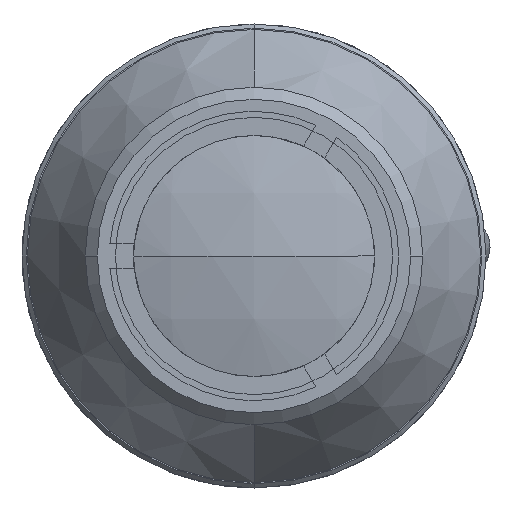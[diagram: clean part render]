
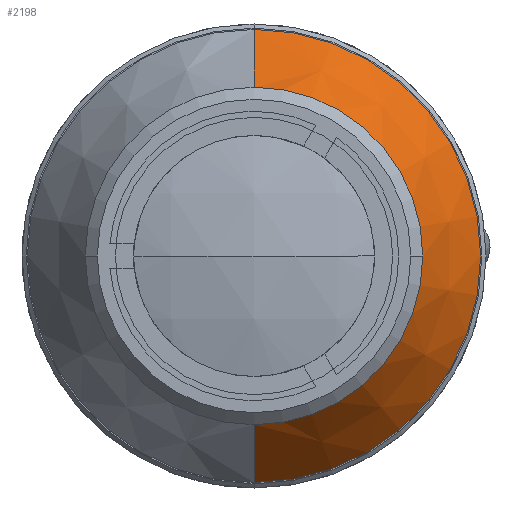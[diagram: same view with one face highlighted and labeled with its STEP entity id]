
A CAD part, left-side view. The second image highlights one B-rep face of the part: STEP entity #2198.
In plain terms, the highlighted conical face has half-angle 30 degrees and reference radius 14 mm.
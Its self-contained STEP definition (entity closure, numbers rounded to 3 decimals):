
#38 = VERTEX_POINT ( 'NONE', #4859 ) ;
#315 = LINE ( 'NONE', #9598, #6030 ) ;
#355 = AXIS2_PLACEMENT_3D ( 'NONE', #9272, #4842, #9310 ) ;
#553 = AXIS2_PLACEMENT_3D ( 'NONE', #7042, #2573, #7786 ) ;
#677 = EDGE_CURVE ( 'NONE', #2972, #1878, #9530, .T. ) ;
#1213 = CARTESIAN_POINT ( 'NONE',  ( 23.14, 0., 18.8 ) ) ;
#1233 = CARTESIAN_POINT ( 'NONE',  ( 14.826, 0., 14. ) ) ;
#1878 = VERTEX_POINT ( 'NONE', #6320 ) ;
#2099 = ORIENTED_EDGE ( 'NONE', *, *, #3846, .T. ) ;
#2148 = AXIS2_PLACEMENT_3D ( 'NONE', #3415, #8616, #4179 ) ;
#2198 = ADVANCED_FACE ( 'NONE', ( #4625 ), #9388, .T. ) ;
#2568 = LINE ( 'NONE', #5982, #6304 ) ;
#2573 = DIRECTION ( 'NONE',  ( 1., 0., 0. ) ) ;
#2972 = VERTEX_POINT ( 'NONE', #1233 ) ;
#3070 = ORIENTED_EDGE ( 'NONE', *, *, #6268, .F. ) ;
#3156 = EDGE_LOOP ( 'NONE', ( #3070, #9537, #2099, #9143 ) ) ;
#3415 = CARTESIAN_POINT ( 'NONE',  ( 23.14, 0., 0. ) ) ;
#3846 = EDGE_CURVE ( 'NONE', #1878, #38, #2568, .T. ) ;
#4179 = DIRECTION ( 'NONE',  ( 0., 0., -1. ) ) ;
#4625 = FACE_OUTER_BOUND ( 'NONE', #3156, .T. ) ;
#4842 = DIRECTION ( 'NONE',  ( 1., 0., 0. ) ) ;
#4859 = CARTESIAN_POINT ( 'NONE',  ( 23.14, 0., -18.8 ) ) ;
#4891 = VERTEX_POINT ( 'NONE', #1213 ) ;
#5160 = DIRECTION ( 'NONE',  ( 0.866, 0., 0.5 ) ) ;
#5982 = CARTESIAN_POINT ( 'NONE',  ( 14.826, 0., -14. ) ) ;
#6030 = VECTOR ( 'NONE', #5160, 1000. ) ;
#6268 = EDGE_CURVE ( 'NONE', #2972, #4891, #315, .T. ) ;
#6304 = VECTOR ( 'NONE', #6742, 1000. ) ;
#6320 = CARTESIAN_POINT ( 'NONE',  ( 14.826, 0., -14. ) ) ;
#6742 = DIRECTION ( 'NONE',  ( 0.866, 0., -0.5 ) ) ;
#7042 = CARTESIAN_POINT ( 'NONE',  ( 14.826, 0., 0. ) ) ;
#7786 = DIRECTION ( 'NONE',  ( 0., 0., -1. ) ) ;
#7952 = EDGE_CURVE ( 'NONE', #4891, #38, #8865, .T. ) ;
#8616 = DIRECTION ( 'NONE',  ( 1., 0., 0. ) ) ;
#8865 = CIRCLE ( 'NONE', #2148, 18.8 ) ;
#9143 = ORIENTED_EDGE ( 'NONE', *, *, #7952, .F. ) ;
#9272 = CARTESIAN_POINT ( 'NONE',  ( 14.826, 0., 0. ) ) ;
#9310 = DIRECTION ( 'NONE',  ( 0., 0., -1. ) ) ;
#9388 = CONICAL_SURFACE ( 'NONE', #355, 14., 0.524 ) ;
#9530 = CIRCLE ( 'NONE', #553, 14. ) ;
#9537 = ORIENTED_EDGE ( 'NONE', *, *, #677, .T. ) ;
#9598 = CARTESIAN_POINT ( 'NONE',  ( 14.826, 0., 14. ) ) ;
